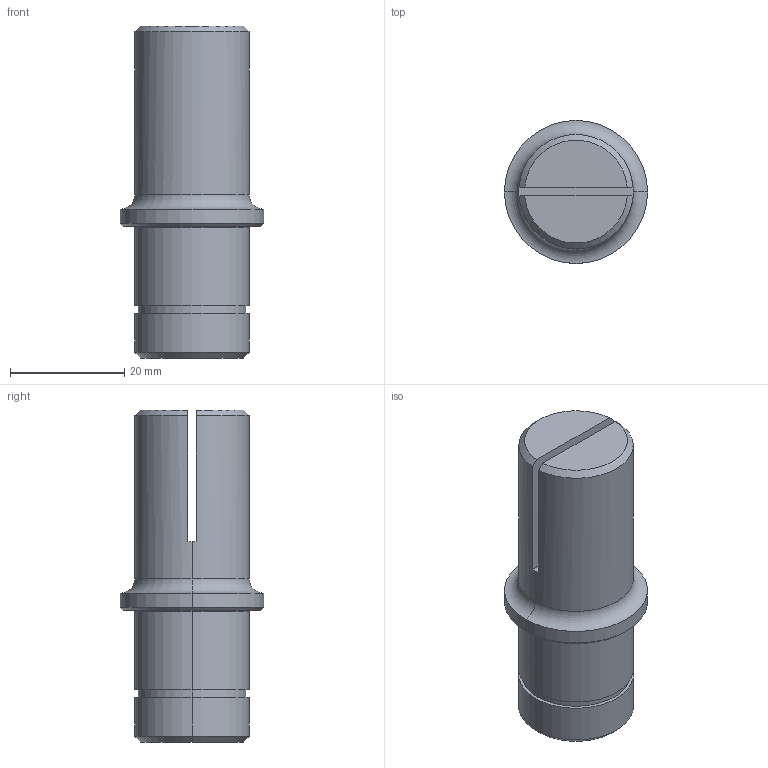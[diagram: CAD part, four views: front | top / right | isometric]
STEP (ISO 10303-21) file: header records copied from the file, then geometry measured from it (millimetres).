
FILE_DESCRIPTION (( 'STEP AP214' ), '1' );
FILE_NAME ('Axe d''entrainement ressort V2.STEP', '2020-02-29T00:50:02', ( '' ), ( '' ), 'SwSTEP 2.0', 'SolidWorks 2019', '' );
FILE_SCHEMA (( 'AUTOMOTIVE_DESIGN' ));
Length unit declared in the file: millimetre
Products named in the file (1): Axe d''entrainement ressort V2
Bounding box: 25 x 25 x 58 mm (x, y, z)
Volume: 16360.2 mm3; surface area: 6114.6 mm2
Topology: 1 solids, 1 shells, 38 faces, 86 edges, 54 vertices
Faces by surface type: cylinder 15, plane 13, cone 6, torus 4
Entity records: 1114 total; most frequent: DIRECTION 206, CARTESIAN_POINT 191, ORIENTED_EDGE 172, EDGE_CURVE 86, AXIS2_PLACEMENT_3D 85, VERTEX_POINT 54, CIRCLE 46, EDGE_LOOP 42
